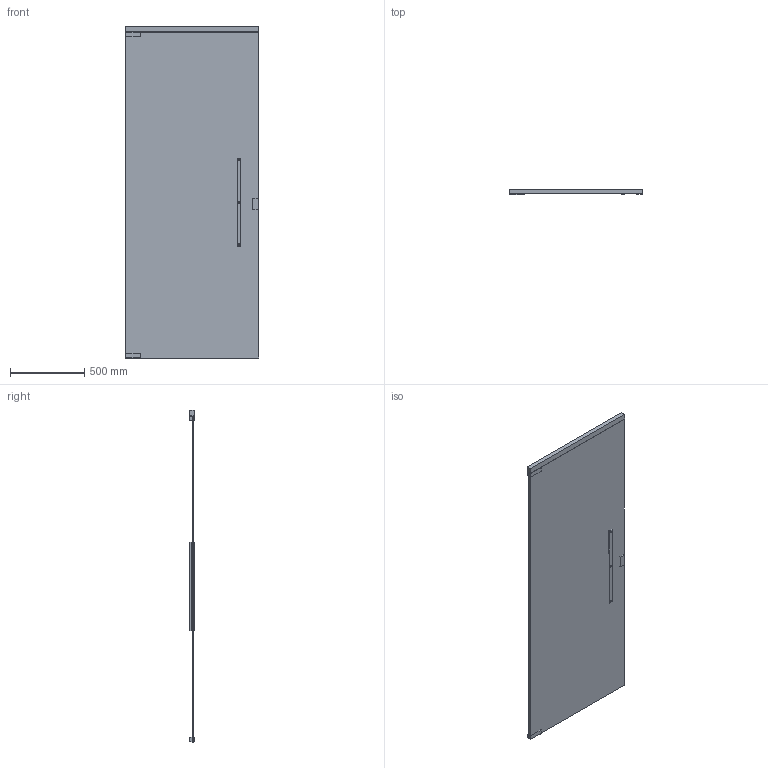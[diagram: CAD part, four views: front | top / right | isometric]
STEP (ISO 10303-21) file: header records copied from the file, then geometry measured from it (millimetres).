
FILE_DESCRIPTION(('FreeCAD Model'),'2;1');
FILE_NAME('Simple glass door with lintel and handles.step','2016-10-04T10:35:43',('Author'),(''), 'Open CASCADE STEP processor 6.8','FreeCAD','Unknown');
FILE_SCHEMA(('AUTOMOTIVE_DESIGN_CC2 { 1 2 10303 214 -1 1 5 4 }'));
Length unit declared in the file: millimetre
Products named in the file (3): ASSEMBLY; Simple_glass_door_with_lintel_and_handles_001; Opening_indication
Assembly tree (2 placements, depth 2):
  ASSEMBLY
    Simple_glass_door_with_lintel_and_handles_001
    Opening_indication
Bounding box: 898 x 30 x 2241 mm (x, y, z)
Volume: 21416668.6 mm3; surface area: 4270778.7 mm2
Topology: 10 solids, 10 shells, 51 faces, 97 edges, 70 vertices
Faces by surface type: plane 48, cylinder 3
Full cylindrical faces by diameter (mm): 10 x3
Entity records: 2888 total; most frequent: CARTESIAN_POINT 443, DIRECTION 391, LINE 271, VECTOR 271, ORIENTED_EDGE 186, PCURVE 186, DEFINITIONAL_REPRESENTATION 186, EDGE_CURVE 93
